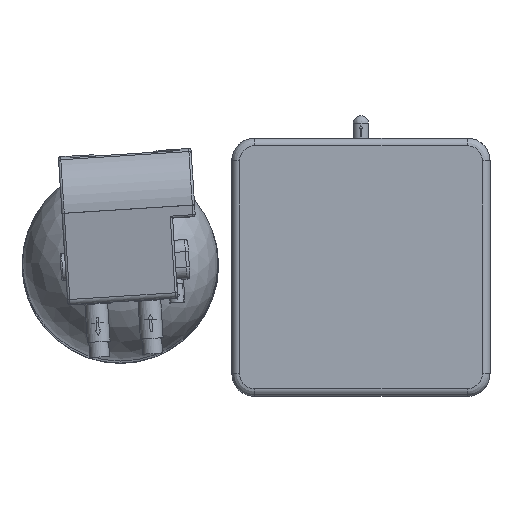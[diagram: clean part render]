
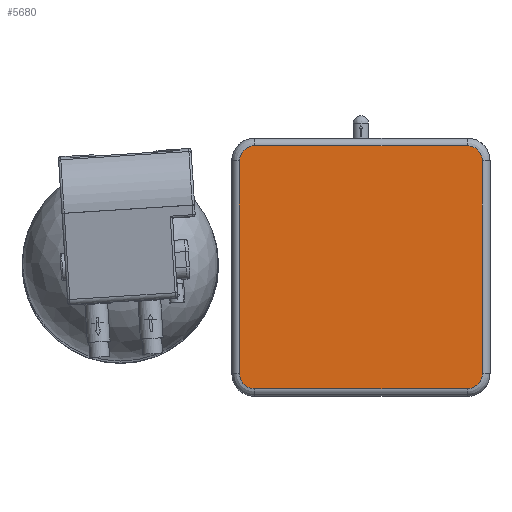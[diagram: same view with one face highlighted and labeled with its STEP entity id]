
A CAD part, top view. The second image highlights one B-rep face of the part: STEP entity #5680.
In plain terms, the highlighted planar face has unit normal (0, 0, 1).
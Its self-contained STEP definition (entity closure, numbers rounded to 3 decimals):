
#5680=ADVANCED_FACE('',(#10459),#10461,.T.);
#10459=FACE_BOUND('',#10460,.T.);
#10460=EDGE_LOOP('',(#14088,#14089,#14090,#14091,#14092,#14093,#14094,#14095));
#10461=PLANE('',#10462);
#10462=AXIS2_PLACEMENT_3D('',#10463,#10464,#10465);
#10463=CARTESIAN_POINT('',(0.,0.,70.));
#10464=DIRECTION('',(0.,0.,1.));
#10465=DIRECTION('',(1.,0.,0.));
#14088=ORIENTED_EDGE('',*,*,#15811,.T.);
#14089=ORIENTED_EDGE('',*,*,#15812,.T.);
#14090=ORIENTED_EDGE('',*,*,#15792,.T.);
#14091=ORIENTED_EDGE('',*,*,#15810,.T.);
#14092=ORIENTED_EDGE('',*,*,#15813,.T.);
#14093=ORIENTED_EDGE('',*,*,#15814,.T.);
#14094=ORIENTED_EDGE('',*,*,#15815,.T.);
#14095=ORIENTED_EDGE('',*,*,#15816,.T.);
#15792=EDGE_CURVE('',#18553,#18551,#18554,.T.);
#15810=EDGE_CURVE('',#18551,#18579,#18581,.T.);
#15811=EDGE_CURVE('',#18582,#18583,#18584,.T.);
#15812=EDGE_CURVE('',#18583,#18553,#18585,.T.);
#15813=EDGE_CURVE('',#18579,#18586,#18587,.T.);
#15814=EDGE_CURVE('',#18586,#18588,#18589,.T.);
#15815=EDGE_CURVE('',#18588,#18590,#18591,.T.);
#15816=EDGE_CURVE('',#18590,#18582,#18592,.T.);
#18551=VERTEX_POINT('',#32381);
#18553=VERTEX_POINT('',#32386);
#18554=LINE('',#32387,#32388);
#18579=VERTEX_POINT('',#32451);
#18581=B_SPLINE_CURVE_WITH_KNOTS('',3,
(#32456,#32457,#32458,#32459,#32460,#32461,#32462,#32463,#32464,#32465,#32466,#32467,
#32468,#32469,#32470,#32471,#32472),
.UNSPECIFIED.,.F.,.F.,
(4,1,1,1,1,1,1,1,1,1,1,1,1,1,4),
(0.,0.087,0.164,0.232,0.302,0.374,
0.445,0.516,0.588,0.659,0.73,
0.802,0.872,0.938,1.),
.UNSPECIFIED.);
#18582=VERTEX_POINT('',#32473);
#18583=VERTEX_POINT('',#32474);
#18584=LINE('',#32475,#32476);
#18585=B_SPLINE_CURVE_WITH_KNOTS('',3,
(#32478,#32479,#32480,#32481,#32482,#32483,#32484,#32485,#32486,#32487,#32488,#32489,
#32490,#32491,#32492,#32493,#32494),
.UNSPECIFIED.,.F.,.F.,
(4,1,1,1,1,1,1,1,1,1,1,1,1,1,4),
(0.,0.087,0.164,0.232,0.302,0.374,
0.445,0.516,0.588,0.659,0.73,
0.802,0.872,0.938,1.),
.UNSPECIFIED.);
#18586=VERTEX_POINT('',#32495);
#18587=LINE('',#32496,#32497);
#18588=VERTEX_POINT('',#32499);
#18589=B_SPLINE_CURVE_WITH_KNOTS('',3,
(#32500,#32501,#32502,#32503,#32504,#32505,#32506,#32507,#32508,#32509,#32510,#32511,
#32512,#32513,#32514,#32515,#32516),
.UNSPECIFIED.,.F.,.F.,
(4,1,1,1,1,1,1,1,1,1,1,1,1,1,4),
(0.,0.087,0.164,0.232,0.302,0.374,
0.445,0.516,0.588,0.659,0.73,
0.802,0.872,0.938,1.),
.UNSPECIFIED.);
#18590=VERTEX_POINT('',#32517);
#18591=LINE('',#32518,#32519);
#18592=B_SPLINE_CURVE_WITH_KNOTS('',3,
(#32521,#32522,#32523,#32524,#32525,#32526,#32527,#32528,#32529,#32530,#32531,#32532,
#32533,#32534,#32535,#32536,#32537),
.UNSPECIFIED.,.F.,.F.,
(4,1,1,1,1,1,1,1,1,1,1,1,1,1,4),
(0.,0.087,0.164,0.232,0.302,0.374,
0.445,0.516,0.588,0.659,0.73,
0.802,0.872,0.938,1.),
.UNSPECIFIED.);
#32381=CARTESIAN_POINT('',(-140.041,160.,70.));
#32386=CARTESIAN_POINT('',(140.041,160.,70.));
#32387=CARTESIAN_POINT('',(140.041,160.,70.));
#32388=VECTOR('',#32389,1.);
#32389=DIRECTION('',(-1.,0.,0.));
#32451=CARTESIAN_POINT('',(-160.,140.041,70.));
#32456=CARTESIAN_POINT('',(-140.041,160.,70.));
#32457=CARTESIAN_POINT('',(-140.957,160.,70.));
#32458=CARTESIAN_POINT('',(-142.67,159.882,70.));
#32459=CARTESIAN_POINT('',(-145.052,159.407,70.));
#32460=CARTESIAN_POINT('',(-147.189,158.722,70.));
#32461=CARTESIAN_POINT('',(-149.198,157.828,70.));
#32462=CARTESIAN_POINT('',(-151.122,156.7,70.));
#32463=CARTESIAN_POINT('',(-152.918,155.354,70.));
#32464=CARTESIAN_POINT('',(-154.547,153.821,70.));
#32465=CARTESIAN_POINT('',(-155.996,152.113,70.));
#32466=CARTESIAN_POINT('',(-157.244,150.255,70.));
#32467=CARTESIAN_POINT('',(-158.277,148.267,70.));
#32468=CARTESIAN_POINT('',(-159.076,146.189,70.));
#32469=CARTESIAN_POINT('',(-159.626,144.086,70.));
#32470=CARTESIAN_POINT('',(-159.935,142.033,70.));
#32471=CARTESIAN_POINT('',(-160.,140.691,70.));
#32472=CARTESIAN_POINT('',(-160.,140.041,70.));
#32473=CARTESIAN_POINT('',(160.,-140.041,70.));
#32474=CARTESIAN_POINT('',(160.,140.041,70.));
#32475=CARTESIAN_POINT('',(160.,-140.041,70.));
#32476=VECTOR('',#32477,1.);
#32477=DIRECTION('',(0.,1.,0.));
#32478=CARTESIAN_POINT('',(160.,140.041,70.));
#32479=CARTESIAN_POINT('',(160.,140.957,70.));
#32480=CARTESIAN_POINT('',(159.882,142.67,70.));
#32481=CARTESIAN_POINT('',(159.407,145.052,70.));
#32482=CARTESIAN_POINT('',(158.722,147.189,70.));
#32483=CARTESIAN_POINT('',(157.828,149.198,70.));
#32484=CARTESIAN_POINT('',(156.7,151.122,70.));
#32485=CARTESIAN_POINT('',(155.354,152.918,70.));
#32486=CARTESIAN_POINT('',(153.821,154.547,70.));
#32487=CARTESIAN_POINT('',(152.113,155.996,70.));
#32488=CARTESIAN_POINT('',(150.255,157.244,70.));
#32489=CARTESIAN_POINT('',(148.267,158.277,70.));
#32490=CARTESIAN_POINT('',(146.189,159.076,70.));
#32491=CARTESIAN_POINT('',(144.086,159.626,70.));
#32492=CARTESIAN_POINT('',(142.033,159.935,70.));
#32493=CARTESIAN_POINT('',(140.691,160.,70.));
#32494=CARTESIAN_POINT('',(140.041,160.,70.));
#32495=CARTESIAN_POINT('',(-160.,-140.041,70.));
#32496=CARTESIAN_POINT('',(-160.,140.041,70.));
#32497=VECTOR('',#32498,1.);
#32498=DIRECTION('',(0.,-1.,0.));
#32499=CARTESIAN_POINT('',(-140.041,-160.,70.));
#32500=CARTESIAN_POINT('',(-160.,-140.041,70.));
#32501=CARTESIAN_POINT('',(-160.,-140.957,70.));
#32502=CARTESIAN_POINT('',(-159.882,-142.67,70.));
#32503=CARTESIAN_POINT('',(-159.407,-145.052,70.));
#32504=CARTESIAN_POINT('',(-158.722,-147.189,70.));
#32505=CARTESIAN_POINT('',(-157.828,-149.198,70.));
#32506=CARTESIAN_POINT('',(-156.7,-151.122,70.));
#32507=CARTESIAN_POINT('',(-155.354,-152.918,70.));
#32508=CARTESIAN_POINT('',(-153.821,-154.547,70.));
#32509=CARTESIAN_POINT('',(-152.113,-155.996,70.));
#32510=CARTESIAN_POINT('',(-150.255,-157.244,70.));
#32511=CARTESIAN_POINT('',(-148.267,-158.277,70.));
#32512=CARTESIAN_POINT('',(-146.189,-159.076,70.));
#32513=CARTESIAN_POINT('',(-144.086,-159.626,70.));
#32514=CARTESIAN_POINT('',(-142.033,-159.935,70.));
#32515=CARTESIAN_POINT('',(-140.691,-160.,70.));
#32516=CARTESIAN_POINT('',(-140.041,-160.,70.));
#32517=CARTESIAN_POINT('',(140.041,-160.,70.));
#32518=CARTESIAN_POINT('',(-140.041,-160.,70.));
#32519=VECTOR('',#32520,1.);
#32520=DIRECTION('',(1.,0.,0.));
#32521=CARTESIAN_POINT('',(140.041,-160.,70.));
#32522=CARTESIAN_POINT('',(140.957,-160.,70.));
#32523=CARTESIAN_POINT('',(142.67,-159.882,70.));
#32524=CARTESIAN_POINT('',(145.052,-159.407,70.));
#32525=CARTESIAN_POINT('',(147.189,-158.722,70.));
#32526=CARTESIAN_POINT('',(149.198,-157.828,70.));
#32527=CARTESIAN_POINT('',(151.122,-156.7,70.));
#32528=CARTESIAN_POINT('',(152.918,-155.354,70.));
#32529=CARTESIAN_POINT('',(154.547,-153.821,70.));
#32530=CARTESIAN_POINT('',(155.996,-152.113,70.));
#32531=CARTESIAN_POINT('',(157.244,-150.255,70.));
#32532=CARTESIAN_POINT('',(158.277,-148.267,70.));
#32533=CARTESIAN_POINT('',(159.076,-146.189,70.));
#32534=CARTESIAN_POINT('',(159.626,-144.086,70.));
#32535=CARTESIAN_POINT('',(159.935,-142.033,70.));
#32536=CARTESIAN_POINT('',(160.,-140.691,70.));
#32537=CARTESIAN_POINT('',(160.,-140.041,70.));
